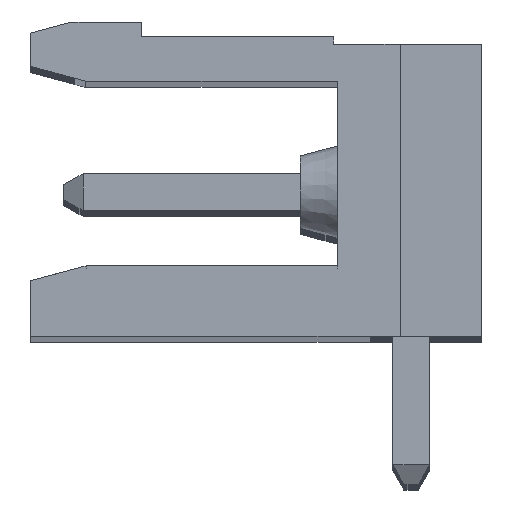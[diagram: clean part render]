
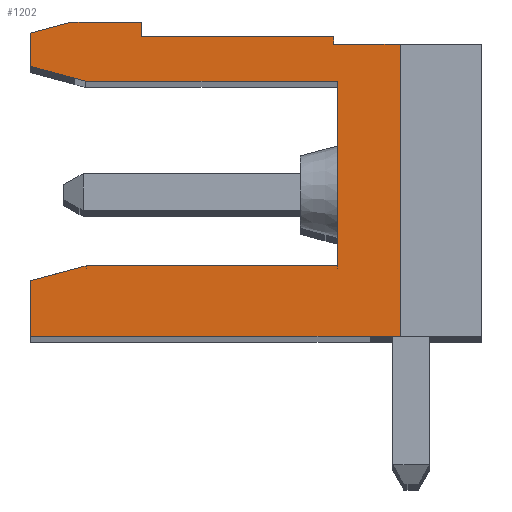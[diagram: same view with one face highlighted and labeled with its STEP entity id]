
A CAD part, top view. The second image highlights one B-rep face of the part: STEP entity #1202.
In plain terms, the highlighted planar face has unit normal (0, 0, 1).
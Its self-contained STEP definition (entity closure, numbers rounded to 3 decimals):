
#1202 = ADVANCED_FACE( '', ( #3345 ), #3346, .T. );
#3345 = FACE_OUTER_BOUND( '', #6519, .T. );
#3346 = PLANE( '', #6520 );
#6519 = EDGE_LOOP( '', ( #10113, #10114, #10115, #10116, #10117, #10118, #10119, #10120, #10121, #10122, #10123, #10124, #10125, #10126, #10127 ) );
#6520 = AXIS2_PLACEMENT_3D( '', #10128, #10129, #10130 );
#10113 = ORIENTED_EDGE( '', *, *, #19261, .T. );
#10114 = ORIENTED_EDGE( '', *, *, #19262, .T. );
#10115 = ORIENTED_EDGE( '', *, *, #19263, .T. );
#10116 = ORIENTED_EDGE( '', *, *, #19264, .T. );
#10117 = ORIENTED_EDGE( '', *, *, #19265, .F. );
#10118 = ORIENTED_EDGE( '', *, *, #19266, .T. );
#10119 = ORIENTED_EDGE( '', *, *, #19267, .F. );
#10120 = ORIENTED_EDGE( '', *, *, #19268, .F. );
#10121 = ORIENTED_EDGE( '', *, *, #19269, .F. );
#10122 = ORIENTED_EDGE( '', *, *, #19270, .T. );
#10123 = ORIENTED_EDGE( '', *, *, #19271, .T. );
#10124 = ORIENTED_EDGE( '', *, *, #19272, .T. );
#10125 = ORIENTED_EDGE( '', *, *, #19273, .T. );
#10126 = ORIENTED_EDGE( '', *, *, #19274, .T. );
#10127 = ORIENTED_EDGE( '', *, *, #19275, .T. );
#10128 = CARTESIAN_POINT( '', ( 194.225, 204.71, 106.68 ) );
#10129 = DIRECTION( '', ( 0., 0., 1. ) );
#10130 = DIRECTION( '', ( 1., 0., 0. ) );
#19261 = EDGE_CURVE( '', #23252, #23253, #23254, .T. );
#19262 = EDGE_CURVE( '', #23253, #23255, #23256, .T. );
#19263 = EDGE_CURVE( '', #23255, #23257, #23258, .T. );
#19264 = EDGE_CURVE( '', #23257, #23259, #23260, .T. );
#19265 = EDGE_CURVE( '', #23261, #23259, #23262, .T. );
#19266 = EDGE_CURVE( '', #23261, #23263, #23264, .T. );
#19267 = EDGE_CURVE( '', #23265, #23263, #23266, .T. );
#19268 = EDGE_CURVE( '', #23267, #23265, #23268, .T. );
#19269 = EDGE_CURVE( '', #23269, #23267, #23270, .T. );
#19270 = EDGE_CURVE( '', #23269, #23271, #23272, .T. );
#19271 = EDGE_CURVE( '', #23271, #23273, #23274, .T. );
#19272 = EDGE_CURVE( '', #23273, #23275, #23276, .T. );
#19273 = EDGE_CURVE( '', #23275, #23277, #23278, .T. );
#19274 = EDGE_CURVE( '', #23277, #23279, #23280, .T. );
#19275 = EDGE_CURVE( '', #23279, #23252, #23281, .T. );
#23252 = VERTEX_POINT( '', #28967 );
#23253 = VERTEX_POINT( '', #28968 );
#23254 = LINE( '', #28969, #28970 );
#23255 = VERTEX_POINT( '', #28971 );
#23256 = LINE( '', #28972, #28973 );
#23257 = VERTEX_POINT( '', #28974 );
#23258 = LINE( '', #28975, #28976 );
#23259 = VERTEX_POINT( '', #28977 );
#23260 = LINE( '', #28978, #28979 );
#23261 = VERTEX_POINT( '', #28980 );
#23262 = LINE( '', #28981, #28982 );
#23263 = VERTEX_POINT( '', #28983 );
#23264 = LINE( '', #28984, #28985 );
#23265 = VERTEX_POINT( '', #28986 );
#23266 = LINE( '', #28987, #28988 );
#23267 = VERTEX_POINT( '', #28989 );
#23268 = LINE( '', #28990, #28991 );
#23269 = VERTEX_POINT( '', #28992 );
#23270 = LINE( '', #28993, #28994 );
#23271 = VERTEX_POINT( '', #28995 );
#23272 = LINE( '', #28996, #28997 );
#23273 = VERTEX_POINT( '', #28998 );
#23274 = LINE( '', #28999, #29000 );
#23275 = VERTEX_POINT( '', #29001 );
#23276 = LINE( '', #29002, #29003 );
#23277 = VERTEX_POINT( '', #29004 );
#23278 = LINE( '', #29005, #29006 );
#23279 = VERTEX_POINT( '', #29007 );
#23280 = LINE( '', #29008, #29009 );
#23281 = LINE( '', #29010, #29011 );
#28967 = CARTESIAN_POINT( '', ( 202.525, 203.11, 106.68 ) );
#28968 = CARTESIAN_POINT( '', ( 202.525, 198.11, 106.68 ) );
#28969 = CARTESIAN_POINT( '', ( 202.525, 204.71, 106.68 ) );
#28970 = VECTOR( '', #36210, 1000. );
#28971 = CARTESIAN_POINT( '', ( 195.725, 198.11, 106.68 ) );
#28972 = CARTESIAN_POINT( '', ( 194.225, 198.11, 106.68 ) );
#28973 = VECTOR( '', #36211, 1000. );
#28974 = CARTESIAN_POINT( '', ( 194.225, 197.708, 106.68 ) );
#28975 = CARTESIAN_POINT( '', ( 195.976, 198.177, 106.68 ) );
#28976 = VECTOR( '', #36212, 1000. );
#28977 = CARTESIAN_POINT( '', ( 194.225, 196.21, 106.68 ) );
#28978 = CARTESIAN_POINT( '', ( 194.225, 204.31, 106.68 ) );
#28979 = VECTOR( '', #36213, 1000. );
#28980 = CARTESIAN_POINT( '', ( 204.225, 196.21, 106.68 ) );
#28981 = CARTESIAN_POINT( '', ( 194.225, 196.21, 106.68 ) );
#28982 = VECTOR( '', #36214, 1000. );
#28983 = CARTESIAN_POINT( '', ( 204.225, 204.11, 106.68 ) );
#28984 = CARTESIAN_POINT( '', ( 204.225, 204.71, 106.68 ) );
#28985 = VECTOR( '', #36215, 1000. );
#28986 = CARTESIAN_POINT( '', ( 202.425, 204.11, 106.68 ) );
#28987 = CARTESIAN_POINT( '', ( 206.425, 204.11, 106.68 ) );
#28988 = VECTOR( '', #36216, 1000. );
#28989 = CARTESIAN_POINT( '', ( 202.425, 204.31, 106.68 ) );
#28990 = CARTESIAN_POINT( '', ( 202.425, 204.11, 106.68 ) );
#28991 = VECTOR( '', #36217, 1000. );
#28992 = CARTESIAN_POINT( '', ( 197.225, 204.31, 106.68 ) );
#28993 = CARTESIAN_POINT( '', ( 202.425, 204.31, 106.68 ) );
#28994 = VECTOR( '', #36218, 1000. );
#28995 = CARTESIAN_POINT( '', ( 197.225, 204.71, 106.68 ) );
#28996 = CARTESIAN_POINT( '', ( 197.225, 204.81, 106.68 ) );
#28997 = VECTOR( '', #36219, 1000. );
#28998 = CARTESIAN_POINT( '', ( 195.345, 204.71, 106.68 ) );
#28999 = CARTESIAN_POINT( '', ( 195.718, 204.71, 106.68 ) );
#29000 = VECTOR( '', #36220, 1000. );
#29001 = CARTESIAN_POINT( '', ( 194.225, 204.41, 106.68 ) );
#29002 = CARTESIAN_POINT( '', ( 194.225, 204.41, 106.68 ) );
#29003 = VECTOR( '', #36221, 1000. );
#29004 = CARTESIAN_POINT( '', ( 194.225, 203.51, 106.68 ) );
#29005 = CARTESIAN_POINT( '', ( 194.225, 204.31, 106.68 ) );
#29006 = VECTOR( '', #36222, 1000. );
#29007 = CARTESIAN_POINT( '', ( 195.718, 203.11, 106.68 ) );
#29008 = CARTESIAN_POINT( '', ( 193.925, 203.591, 106.68 ) );
#29009 = VECTOR( '', #36223, 1000. );
#29010 = CARTESIAN_POINT( '', ( 194.225, 203.11, 106.68 ) );
#29011 = VECTOR( '', #36224, 1000. );
#36210 = DIRECTION( '', ( 0., -1., 0. ) );
#36211 = DIRECTION( '', ( -1., 0., 0. ) );
#36212 = DIRECTION( '', ( -0.966, -0.259, 0. ) );
#36213 = DIRECTION( '', ( 0., -1., 0. ) );
#36214 = DIRECTION( '', ( -1., 0., 0. ) );
#36215 = DIRECTION( '', ( 0., 1., 0. ) );
#36216 = DIRECTION( '', ( 1., 0., 0. ) );
#36217 = DIRECTION( '', ( 0., -1., 0. ) );
#36218 = DIRECTION( '', ( 1., 0., 0. ) );
#36219 = DIRECTION( '', ( 0., 1., 0. ) );
#36220 = DIRECTION( '', ( -1., 0., 0. ) );
#36221 = DIRECTION( '', ( -0.966, -0.259, 0. ) );
#36222 = DIRECTION( '', ( 0., -1., 0. ) );
#36223 = DIRECTION( '', ( 0.966, -0.259, 0. ) );
#36224 = DIRECTION( '', ( 1., 0., 0. ) );
